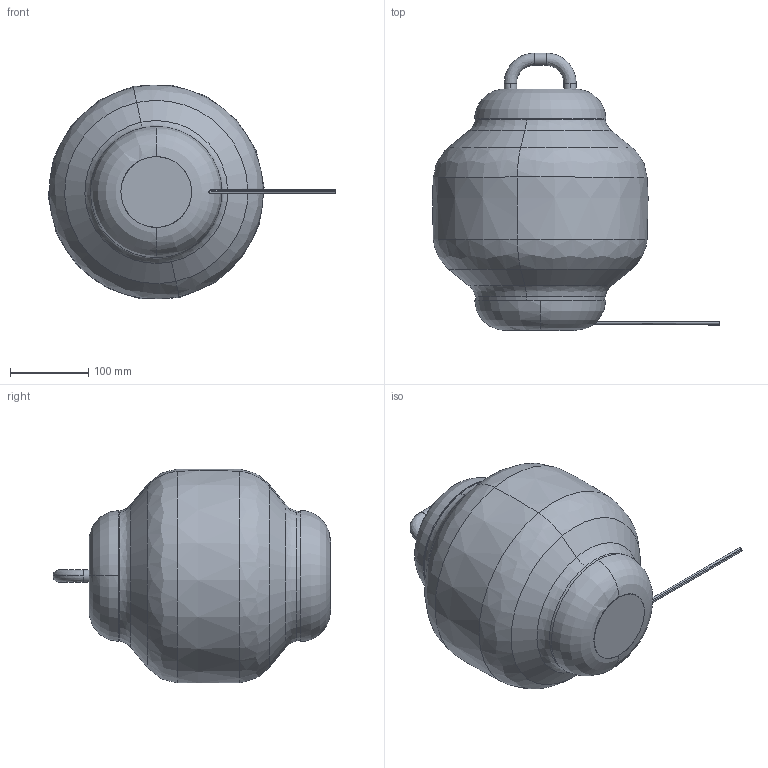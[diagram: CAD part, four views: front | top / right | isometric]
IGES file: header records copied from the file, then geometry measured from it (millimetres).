
Start section: SolidWorks IGES file using analytic representation for surfaces
Global section: file name: ESPRTL - Esper Table Lamp.IGS; native system: SolidWorks 2015; preprocessor: SolidWorks 2015; author: Design; date: 190712.161623; units: millimetre
Bounding box: 367.11 x 355.09 x 273.47 mm (x, y, z)
Volume: 12455405.7 mm3; surface area: 281131.6 mm2
Topology: 1 solids, 1 shells, 46 faces, 105 edges, 62 vertices
Faces by surface type: revolution 37, plane 9
